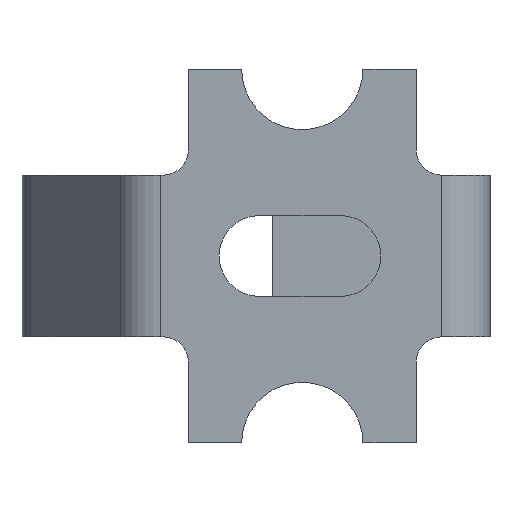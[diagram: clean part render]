
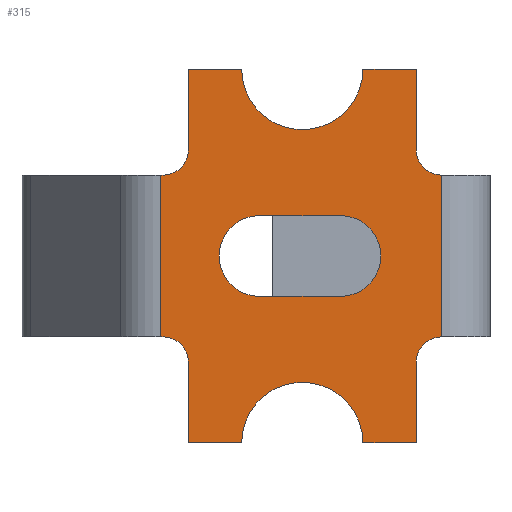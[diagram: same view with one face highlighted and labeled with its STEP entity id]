
A CAD part, front view. The second image highlights one B-rep face of the part: STEP entity #315.
In plain terms, the highlighted planar face has unit normal (0, -1, 0).
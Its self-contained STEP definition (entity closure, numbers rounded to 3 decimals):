
#315=ADVANCED_FACE('',(#836,#837),#838,.F.);
#419=EDGE_CURVE('',#995,#996,#997,.T.);
#429=EDGE_CURVE('',#1009,#1012,#1013,.T.);
#513=EDGE_CURVE('',#1121,#1116,#1122,.T.);
#559=EDGE_CURVE('',#1012,#1186,#1187,.T.);
#563=EDGE_CURVE('',#996,#1009,#1191,.T.);
#565=EDGE_CURVE('',#1193,#1194,#1195,.T.);
#567=EDGE_CURVE('',#1193,#1197,#1198,.T.);
#569=EDGE_CURVE('',#1197,#1200,#1201,.T.);
#571=EDGE_CURVE('',#1203,#1200,#1204,.T.);
#573=EDGE_CURVE('',#1206,#1203,#1207,.T.);
#575=EDGE_CURVE('',#1206,#1209,#1210,.T.);
#577=EDGE_CURVE('',#1212,#1209,#1213,.T.);
#579=EDGE_CURVE('',#1215,#1212,#1216,.T.);
#581=EDGE_CURVE('',#1218,#1215,#1219,.T.);
#583=EDGE_CURVE('',#1221,#1218,#1222,.T.);
#585=EDGE_CURVE('',#1121,#1221,#1224,.T.);
#587=EDGE_CURVE('',#1116,#1104,#1226,.T.);
#589=EDGE_CURVE('',#1104,#1228,#1229,.T.);
#591=EDGE_CURVE('',#1231,#1228,#1232,.T.);
#593=EDGE_CURVE('',#1234,#1231,#1235,.T.);
#595=EDGE_CURVE('',#1237,#1234,#1238,.T.);
#597=EDGE_CURVE('',#1194,#1237,#1240,.T.);
#599=EDGE_CURVE('',#1242,#995,#1243,.T.);
#601=EDGE_CURVE('',#1186,#1242,#1245,.T.);
#836=FACE_OUTER_BOUND('',#1494,.T.);
#837=FACE_BOUND('',#1495,.T.);
#838=PLANE('',#1496);
#995=VERTEX_POINT('',#1662);
#996=VERTEX_POINT('',#1663);
#997=CIRCLE('',#1664,0.4);
#1009=VERTEX_POINT('',#1681);
#1012=VERTEX_POINT('',#1686);
#1013=CIRCLE('',#1687,0.4);
#1104=VERTEX_POINT('',#1839);
#1116=VERTEX_POINT('',#1858);
#1121=VERTEX_POINT('',#1866);
#1122=CIRCLE('',#1867,0.25);
#1186=VERTEX_POINT('',#1968);
#1187=CIRCLE('',#1969,0.4);
#1191=LINE('',#1976,#1977);
#1193=VERTEX_POINT('',#1980);
#1194=VERTEX_POINT('',#1981);
#1195=LINE('',#1982,#1983);
#1197=VERTEX_POINT('',#1986);
#1198=CIRCLE('',#1987,0.25);
#1200=VERTEX_POINT('',#1990);
#1201=LINE('',#1991,#1992);
#1203=VERTEX_POINT('',#1995);
#1204=LINE('',#1996,#1997);
#1206=VERTEX_POINT('',#2000);
#1207=LINE('',#2001,#2002);
#1209=VERTEX_POINT('',#2005);
#1210=CIRCLE('',#2006,0.25);
#1212=VERTEX_POINT('',#2009);
#1213=LINE('',#2010,#2011);
#1215=VERTEX_POINT('',#2014);
#1216=LINE('',#2015,#2016);
#1218=VERTEX_POINT('',#2019);
#1219=CIRCLE('',#2020,0.6);
#1221=VERTEX_POINT('',#2023);
#1222=LINE('',#2024,#2025);
#1224=LINE('',#2028,#2029);
#1226=LINE('',#2032,#2033);
#1228=VERTEX_POINT('',#2036);
#1229=CIRCLE('',#2037,0.25);
#1231=VERTEX_POINT('',#2040);
#1232=LINE('',#2041,#2042);
#1234=VERTEX_POINT('',#2045);
#1235=LINE('',#2046,#2047);
#1237=VERTEX_POINT('',#2050);
#1238=CIRCLE('',#2051,0.6);
#1240=LINE('',#2054,#2055);
#1242=VERTEX_POINT('',#2058);
#1243=CIRCLE('',#2059,0.4);
#1245=LINE('',#2062,#2063);
#1494=EDGE_LOOP('',(#2579,#2580,#2581,#2582,#2583,#2584,#2585,#2586,#2587,#2588,#2589,#2590,#2591,#2592,#2593,#2594,#2595,#2596));
#1495=EDGE_LOOP('',(#2597,#2598,#2599,#2600,#2601,#2602));
#1496=AXIS2_PLACEMENT_3D('',#2603,#2604,#2605);
#1662=CARTESIAN_POINT('',(1.235,0.0,0.));
#1663=CARTESIAN_POINT('',(0.835,0.0,0.4));
#1664=AXIS2_PLACEMENT_3D('',#2988,#2989,#2990);
#1681=CARTESIAN_POINT('',(0.035,0.0,0.4));
#1686=CARTESIAN_POINT('',(-0.365,0.0,0.));
#1687=AXIS2_PLACEMENT_3D('',#2999,#3000,#3001);
#1839=CARTESIAN_POINT('',(1.835,0.0,0.8));
#1858=CARTESIAN_POINT('',(1.835,0.0,-0.8));
#1866=CARTESIAN_POINT('',(1.585,0.0,-1.05));
#1867=AXIS2_PLACEMENT_3D('',#3067,#3068,#3069);
#1968=CARTESIAN_POINT('',(0.035,0.0,-0.4));
#1969=AXIS2_PLACEMENT_3D('',#3108,#3109,#3110);
#1976=CARTESIAN_POINT('',(0.835,0.0,0.4));
#1977=VECTOR('',#3112,0.8);
#1980=CARTESIAN_POINT('',(-0.669,0.0,1.05));
#1981=CARTESIAN_POINT('',(-0.669,0.0,1.85));
#1982=CARTESIAN_POINT('',(-0.669,0.0,1.05));
#1983=VECTOR('',#3113,0.8);
#1986=CARTESIAN_POINT('',(-0.919,0.0,0.8));
#1987=AXIS2_PLACEMENT_3D('',#3114,#3115,#3116);
#1990=CARTESIAN_POINT('',(-0.945,0.0,0.8));
#1991=CARTESIAN_POINT('',(-0.919,0.0,0.8));
#1992=VECTOR('',#3117,0.026);
#1995=CARTESIAN_POINT('',(-0.945,0.0,-0.8));
#1996=CARTESIAN_POINT('',(-0.945,0.0,-0.8));
#1997=VECTOR('',#3118,1.6);
#2000=CARTESIAN_POINT('',(-0.919,0.0,-0.8));
#2001=CARTESIAN_POINT('',(-0.919,0.0,-0.8));
#2002=VECTOR('',#3119,0.026);
#2005=CARTESIAN_POINT('',(-0.669,0.0,-1.05));
#2006=AXIS2_PLACEMENT_3D('',#3120,#3121,#3122);
#2009=CARTESIAN_POINT('',(-0.669,0.0,-1.85));
#2010=CARTESIAN_POINT('',(-0.669,0.0,-1.85));
#2011=VECTOR('',#3123,0.8);
#2014=CARTESIAN_POINT('',(-0.142,0.0,-1.85));
#2015=CARTESIAN_POINT('',(-0.142,0.0,-1.85));
#2016=VECTOR('',#3124,0.527);
#2019=CARTESIAN_POINT('',(1.058,0.0,-1.85));
#2020=AXIS2_PLACEMENT_3D('',#3125,#3126,#3127);
#2023=CARTESIAN_POINT('',(1.585,0.0,-1.85));
#2024=CARTESIAN_POINT('',(1.585,0.0,-1.85));
#2025=VECTOR('',#3128,0.527);
#2028=CARTESIAN_POINT('',(1.585,0.0,-1.05));
#2029=VECTOR('',#3129,0.8);
#2032=CARTESIAN_POINT('',(1.835,0.0,-0.8));
#2033=VECTOR('',#3130,1.6);
#2036=CARTESIAN_POINT('',(1.585,0.0,1.05));
#2037=AXIS2_PLACEMENT_3D('',#3131,#3132,#3133);
#2040=CARTESIAN_POINT('',(1.585,0.0,1.85));
#2041=CARTESIAN_POINT('',(1.585,0.0,1.85));
#2042=VECTOR('',#3134,0.8);
#2045=CARTESIAN_POINT('',(1.058,0.0,1.85));
#2046=CARTESIAN_POINT('',(1.058,0.0,1.85));
#2047=VECTOR('',#3135,0.527);
#2050=CARTESIAN_POINT('',(-0.142,0.0,1.85));
#2051=AXIS2_PLACEMENT_3D('',#3136,#3137,#3138);
#2054=CARTESIAN_POINT('',(-0.669,0.0,1.85));
#2055=VECTOR('',#3139,0.527);
#2058=CARTESIAN_POINT('',(0.835,0.0,-0.4));
#2059=AXIS2_PLACEMENT_3D('',#3140,#3141,#3142);
#2062=CARTESIAN_POINT('',(0.035,0.0,-0.4));
#2063=VECTOR('',#3143,0.8);
#2579=ORIENTED_EDGE('',*,*,#565,.F.);
#2580=ORIENTED_EDGE('',*,*,#567,.T.);
#2581=ORIENTED_EDGE('',*,*,#569,.T.);
#2582=ORIENTED_EDGE('',*,*,#571,.F.);
#2583=ORIENTED_EDGE('',*,*,#573,.F.);
#2584=ORIENTED_EDGE('',*,*,#575,.T.);
#2585=ORIENTED_EDGE('',*,*,#577,.F.);
#2586=ORIENTED_EDGE('',*,*,#579,.F.);
#2587=ORIENTED_EDGE('',*,*,#581,.F.);
#2588=ORIENTED_EDGE('',*,*,#583,.F.);
#2589=ORIENTED_EDGE('',*,*,#585,.F.);
#2590=ORIENTED_EDGE('',*,*,#513,.T.);
#2591=ORIENTED_EDGE('',*,*,#587,.T.);
#2592=ORIENTED_EDGE('',*,*,#589,.T.);
#2593=ORIENTED_EDGE('',*,*,#591,.F.);
#2594=ORIENTED_EDGE('',*,*,#593,.F.);
#2595=ORIENTED_EDGE('',*,*,#595,.F.);
#2596=ORIENTED_EDGE('',*,*,#597,.F.);
#2597=ORIENTED_EDGE('',*,*,#563,.F.);
#2598=ORIENTED_EDGE('',*,*,#419,.F.);
#2599=ORIENTED_EDGE('',*,*,#599,.F.);
#2600=ORIENTED_EDGE('',*,*,#601,.F.);
#2601=ORIENTED_EDGE('',*,*,#559,.F.);
#2602=ORIENTED_EDGE('',*,*,#429,.F.);
#2603=CARTESIAN_POINT('',(1.835,0.0,-0.8));
#2604=DIRECTION('',(-0.0,1.0,0.0));
#2605=DIRECTION('',(1.0,0.0,0.0));
#2988=CARTESIAN_POINT('',(0.835,0.0,0.0));
#2989=DIRECTION('',(0.0,-1.0,0.0));
#2990=DIRECTION('',(0.0,0.0,-1.0));
#2999=CARTESIAN_POINT('',(0.035,0.0,0.0));
#3000=DIRECTION('',(0.0,-1.0,0.0));
#3001=DIRECTION('',(0.0,0.0,1.0));
#3067=CARTESIAN_POINT('',(1.835,0.0,-1.05));
#3068=DIRECTION('',(0.0,1.0,0.0));
#3069=DIRECTION('',(-1.0,0.0,0.0));
#3108=CARTESIAN_POINT('',(0.035,0.0,0.0));
#3109=DIRECTION('',(0.0,-1.0,0.0));
#3110=DIRECTION('',(0.0,0.0,1.0));
#3112=DIRECTION('',(-1.0,0.0,0.0));
#3113=DIRECTION('',(0.0,0.0,1.0));
#3114=CARTESIAN_POINT('',(-0.919,0.0,1.05));
#3115=DIRECTION('',(-0.0,1.0,0.0));
#3116=DIRECTION('',(1.0,0.0,0.0));
#3117=DIRECTION('',(-1.0,0.0,0.0));
#3118=DIRECTION('',(0.0,0.0,1.0));
#3119=DIRECTION('',(-1.0,0.0,0.0));
#3120=CARTESIAN_POINT('',(-0.919,0.0,-1.05));
#3121=DIRECTION('',(0.0,1.0,0.0));
#3122=DIRECTION('',(0.0,0.0,1.0));
#3123=DIRECTION('',(0.0,0.0,1.0));
#3124=DIRECTION('',(-1.0,0.0,0.0));
#3125=CARTESIAN_POINT('',(0.458,0.0,-1.85));
#3126=DIRECTION('',(0.0,-1.0,0.0));
#3127=DIRECTION('',(1.0,0.0,0.0));
#3128=DIRECTION('',(-1.0,0.0,0.0));
#3129=DIRECTION('',(0.0,0.0,-1.0));
#3130=DIRECTION('',(0.0,0.0,1.0));
#3131=CARTESIAN_POINT('',(1.835,0.0,1.05));
#3132=DIRECTION('',(0.0,1.0,0.0));
#3133=DIRECTION('',(0.0,0.0,-1.0));
#3134=DIRECTION('',(0.0,0.0,-1.0));
#3135=DIRECTION('',(1.0,0.0,0.0));
#3136=CARTESIAN_POINT('',(0.458,0.0,1.85));
#3137=DIRECTION('',(0.0,-1.0,0.0));
#3138=DIRECTION('',(-1.0,0.0,0.0));
#3139=DIRECTION('',(1.0,0.0,0.0));
#3140=CARTESIAN_POINT('',(0.835,0.0,0.0));
#3141=DIRECTION('',(0.0,-1.0,0.0));
#3142=DIRECTION('',(0.0,0.0,-1.0));
#3143=DIRECTION('',(1.0,0.0,0.0));
